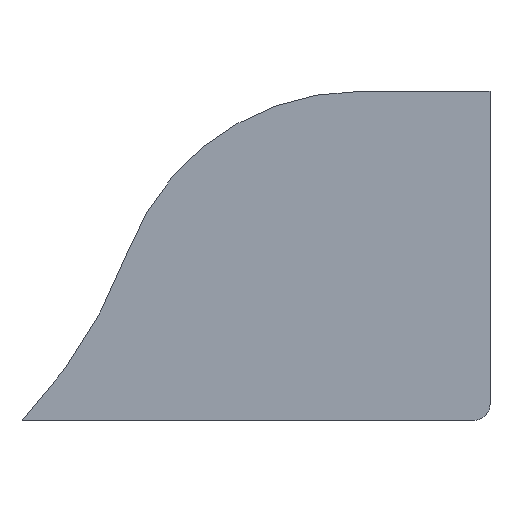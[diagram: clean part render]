
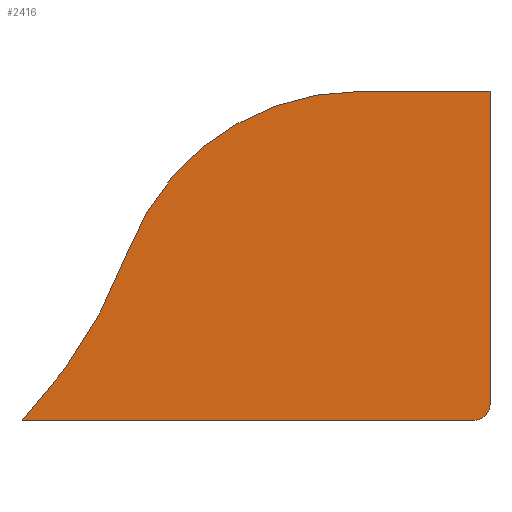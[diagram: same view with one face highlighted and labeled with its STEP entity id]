
A CAD part, front view. The second image highlights one B-rep face of the part: STEP entity #2416.
In plain terms, the highlighted planar face has unit normal (0, -1, 0).
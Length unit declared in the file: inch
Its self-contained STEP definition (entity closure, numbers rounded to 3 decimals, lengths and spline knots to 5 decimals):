
#45 = LINE ( 'NONE', #1123, #1337 ) ;
#59 = EDGE_CURVE ( 'NONE', #1951, #988, #850, .T. ) ;
#112 = DIRECTION ( 'NONE',  ( 0., 0., -1. ) ) ;
#152 = EDGE_CURVE ( 'NONE', #357, #1789, #560, .T. ) ;
#183 = CARTESIAN_POINT ( 'NONE',  ( 1.44545, -0.0625, -0.54703 ) ) ;
#188 = CARTESIAN_POINT ( 'NONE',  ( 0., -0.0625, 0. ) ) ;
#232 = DIRECTION ( 'NONE',  ( 0., -1., 0. ) ) ;
#311 = DIRECTION ( 'NONE',  ( 0., -1., 0. ) ) ;
#357 = VERTEX_POINT ( 'NONE', #1636 ) ;
#423 = EDGE_CURVE ( 'NONE', #1748, #1789, #1088, .T. ) ;
#500 = VECTOR ( 'NONE', #2141, 39.37008 ) ;
#560 = CIRCLE ( 'NONE', #2261, 0.75 ) ;
#687 = ORIENTED_EDGE ( 'NONE', *, *, #2263, .F. ) ;
#690 = CARTESIAN_POINT ( 'NONE',  ( 2.49424, -0.0625, -1.0125 ) ) ;
#775 = CARTESIAN_POINT ( 'NONE',  ( 1.54424, -0.0625, -0.0625 ) ) ;
#850 = CIRCLE ( 'NONE', #1226, 0.05 ) ;
#988 = VERTEX_POINT ( 'NONE', #2093 ) ;
#1088 = CIRCLE ( 'NONE', #2695, 1.5455 ) ;
#1091 = DIRECTION ( 'NONE',  ( 0., 0., 1. ) ) ;
#1105 = DIRECTION ( 'NONE',  ( 0., 1., 0. ) ) ;
#1123 = CARTESIAN_POINT ( 'NONE',  ( 2.54424, -0.0625, -1.0625 ) ) ;
#1226 = AXIS2_PLACEMENT_3D ( 'NONE', #690, #232, #2435 ) ;
#1306 = CARTESIAN_POINT ( 'NONE',  ( 2.54424, -0.0625, -0.0625 ) ) ;
#1316 = FACE_OUTER_BOUND ( 'NONE', #2331, .T. ) ;
#1333 = ORIENTED_EDGE ( 'NONE', *, *, #152, .T. ) ;
#1335 = VECTOR ( 'NONE', #112, 39.37008 ) ;
#1337 = VECTOR ( 'NONE', #2277, 39.37008 ) ;
#1385 = EDGE_CURVE ( 'NONE', #2054, #988, #2140, .T. ) ;
#1402 = ORIENTED_EDGE ( 'NONE', *, *, #1385, .F. ) ;
#1423 = CARTESIAN_POINT ( 'NONE',  ( 2.1469, -0.0625, -0.8125 ) ) ;
#1449 = DIRECTION ( 'NONE',  ( 0., 0., 1. ) ) ;
#1511 = CARTESIAN_POINT ( 'NONE',  ( 2.49424, -0.0625, -1.0625 ) ) ;
#1571 = CARTESIAN_POINT ( 'NONE',  ( 1.12235, -0.0625, -1.0625 ) ) ;
#1636 = CARTESIAN_POINT ( 'NONE',  ( 2.1469, -0.0625, -0.0625 ) ) ;
#1640 = DIRECTION ( 'NONE',  ( 0., 0., 1. ) ) ;
#1697 = CARTESIAN_POINT ( 'NONE',  ( 0., -0.0625, 0. ) ) ;
#1748 = VERTEX_POINT ( 'NONE', #1571 ) ;
#1789 = VERTEX_POINT ( 'NONE', #183 ) ;
#1812 = EDGE_CURVE ( 'NONE', #1951, #1748, #45, .T. ) ;
#1876 = DIRECTION ( 'NONE',  ( 0., -1., 0. ) ) ;
#1924 = LINE ( 'NONE', #775, #500 ) ;
#1951 = VERTEX_POINT ( 'NONE', #1511 ) ;
#2054 = VERTEX_POINT ( 'NONE', #1306 ) ;
#2071 = ORIENTED_EDGE ( 'NONE', *, *, #1812, .F. ) ;
#2093 = CARTESIAN_POINT ( 'NONE',  ( 2.54424, -0.0625, -1.0125 ) ) ;
#2140 = LINE ( 'NONE', #2347, #1335 ) ;
#2141 = DIRECTION ( 'NONE',  ( 1., 0., 0. ) ) ;
#2212 = PLANE ( 'NONE',  #2638 ) ;
#2261 = AXIS2_PLACEMENT_3D ( 'NONE', #1423, #311, #1640 ) ;
#2263 = EDGE_CURVE ( 'NONE', #357, #2054, #1924, .T. ) ;
#2277 = DIRECTION ( 'NONE',  ( -1., 0., 0. ) ) ;
#2331 = EDGE_LOOP ( 'NONE', ( #2071, #2496, #1402, #687, #1333, #2480 ) ) ;
#2347 = CARTESIAN_POINT ( 'NONE',  ( 2.54424, -0.0625, -0.0625 ) ) ;
#2416 = ADVANCED_FACE ( 'NONE', ( #1316 ), #2212, .F. ) ;
#2435 = DIRECTION ( 'NONE',  ( 0., 0., 1. ) ) ;
#2480 = ORIENTED_EDGE ( 'NONE', *, *, #423, .F. ) ;
#2496 = ORIENTED_EDGE ( 'NONE', *, *, #59, .T. ) ;
#2638 = AXIS2_PLACEMENT_3D ( 'NONE', #188, #1105, #1091 ) ;
#2695 = AXIS2_PLACEMENT_3D ( 'NONE', #1697, #1876, #1449 ) ;
